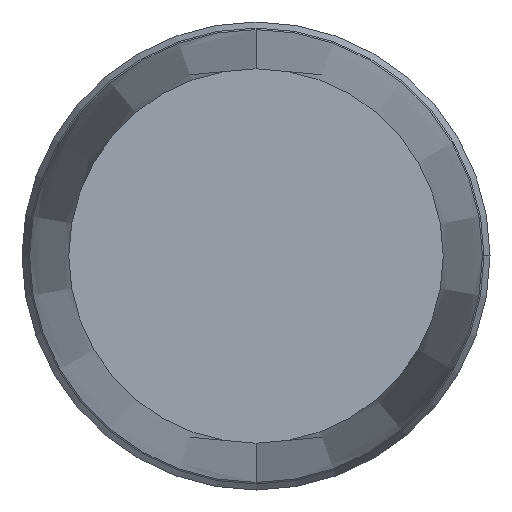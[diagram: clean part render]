
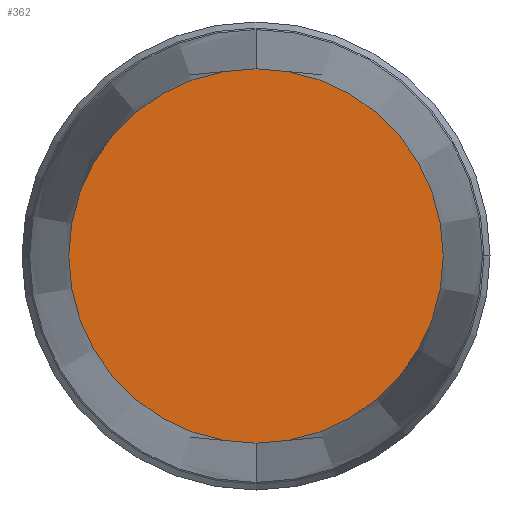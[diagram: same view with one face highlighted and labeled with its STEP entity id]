
A CAD part, front view. The second image highlights one B-rep face of the part: STEP entity #362.
In plain terms, the highlighted planar face has unit normal (0, -1, 0).
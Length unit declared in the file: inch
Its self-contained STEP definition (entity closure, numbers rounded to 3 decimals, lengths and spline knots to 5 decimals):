
#25 = CARTESIAN_POINT ( 'NONE',  ( 0., 0., 0. ) ) ;
#32 = AXIS2_PLACEMENT_3D ( 'NONE', #89, #159, #423 ) ;
#43 = CARTESIAN_POINT ( 'NONE',  ( 0., 0., 0. ) ) ;
#50 = AXIS2_PLACEMENT_3D ( 'NONE', #25, #229, #272 ) ;
#63 = CARTESIAN_POINT ( 'NONE',  ( 0., 0., -0.125 ) ) ;
#82 = CIRCLE ( 'NONE', #240, 0.125 ) ;
#89 = CARTESIAN_POINT ( 'NONE',  ( 0., 0., 0. ) ) ;
#148 = EDGE_CURVE ( 'NONE', #429, #300, #82, .T. ) ;
#151 = ORIENTED_EDGE ( 'NONE', *, *, #345, .T. ) ;
#159 = DIRECTION ( 'NONE',  ( 0., -1., 0. ) ) ;
#172 = EDGE_LOOP ( 'NONE', ( #151, #324 ) ) ;
#215 = CARTESIAN_POINT ( 'NONE',  ( 0., 0., 0.125 ) ) ;
#229 = DIRECTION ( 'NONE',  ( 0., -1., 0. ) ) ;
#240 = AXIS2_PLACEMENT_3D ( 'NONE', #43, #358, #361 ) ;
#247 = CIRCLE ( 'NONE', #50, 0.125 ) ;
#272 = DIRECTION ( 'NONE',  ( 0., 0., -1. ) ) ;
#300 = VERTEX_POINT ( 'NONE', #215 ) ;
#324 = ORIENTED_EDGE ( 'NONE', *, *, #148, .T. ) ;
#345 = EDGE_CURVE ( 'NONE', #300, #429, #247, .T. ) ;
#358 = DIRECTION ( 'NONE',  ( 0., -1., 0. ) ) ;
#361 = DIRECTION ( 'NONE',  ( 0., 0., -1. ) ) ;
#362 = ADVANCED_FACE ( 'NONE', ( #382 ), #420, .T. ) ;
#382 = FACE_OUTER_BOUND ( 'NONE', #172, .T. ) ;
#420 = PLANE ( 'NONE',  #32 ) ;
#423 = DIRECTION ( 'NONE',  ( 0., 0., -1. ) ) ;
#429 = VERTEX_POINT ( 'NONE', #63 ) ;
